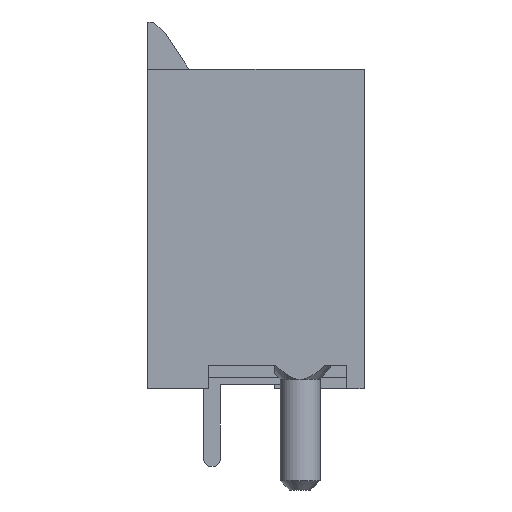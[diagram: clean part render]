
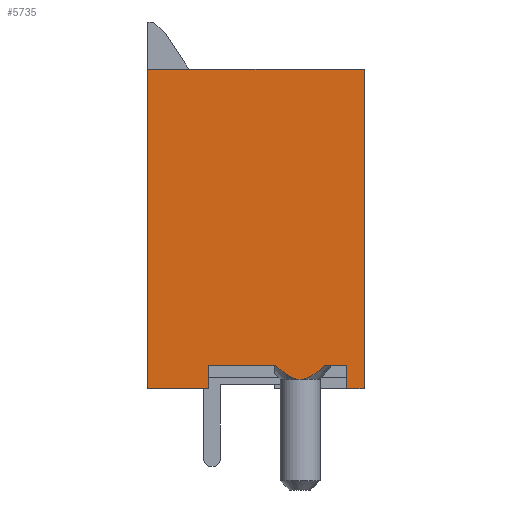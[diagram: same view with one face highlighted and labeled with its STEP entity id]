
A CAD part, left-side view. The second image highlights one B-rep face of the part: STEP entity #5735.
In plain terms, the highlighted planar face has unit normal (-1, 0, 0).
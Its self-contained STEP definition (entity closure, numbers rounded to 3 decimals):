
#25=B_SPLINE_CURVE_WITH_KNOTS('',3,(#7855,#7856,#7857,#7858,#7859,#7860,
#7861,#7862,#7863),.UNSPECIFIED.,.F.,.F.,(4,1,1,1,1,1,4),(0.,0.25,0.375,
0.5,0.625,0.75,1.),.UNSPECIFIED.);
#26=B_SPLINE_CURVE_WITH_KNOTS('',3,(#7864,#7865,#7866,#7867,#7868,#7869,
#7870,#7871,#7872),.UNSPECIFIED.,.F.,.F.,(4,1,1,1,1,1,4),(0.,0.25,0.375,
0.5,0.625,0.75,1.),.UNSPECIFIED.);
#452=ORIENTED_EDGE('',*,*,#1692,.T.);
#453=ORIENTED_EDGE('',*,*,#1693,.T.);
#454=ORIENTED_EDGE('',*,*,#1694,.T.);
#455=ORIENTED_EDGE('',*,*,#1695,.T.);
#456=ORIENTED_EDGE('',*,*,#1563,.T.);
#457=ORIENTED_EDGE('',*,*,#1696,.F.);
#458=ORIENTED_EDGE('',*,*,#1679,.T.);
#459=ORIENTED_EDGE('',*,*,#1697,.T.);
#460=ORIENTED_EDGE('',*,*,#1698,.F.);
#461=ORIENTED_EDGE('',*,*,#1699,.F.);
#462=ORIENTED_EDGE('',*,*,#1533,.T.);
#1533=EDGE_CURVE('',#2174,#2173,#2602,.T.);
#1563=EDGE_CURVE('',#2200,#2198,#2632,.T.);
#1679=EDGE_CURVE('',#2293,#2292,#2748,.T.);
#1692=EDGE_CURVE('',#2173,#2303,#2761,.T.);
#1693=EDGE_CURVE('',#2303,#2147,#25,.T.);
#1694=EDGE_CURVE('',#2147,#2304,#26,.T.);
#1695=EDGE_CURVE('',#2304,#2200,#2762,.T.);
#1696=EDGE_CURVE('',#2293,#2198,#2763,.T.);
#1697=EDGE_CURVE('',#2292,#2305,#2764,.T.);
#1698=EDGE_CURVE('',#2306,#2305,#2765,.T.);
#1699=EDGE_CURVE('',#2174,#2306,#2766,.T.);
#2147=VERTEX_POINT('',#7468);
#2173=VERTEX_POINT('',#7534);
#2174=VERTEX_POINT('',#7536);
#2198=VERTEX_POINT('',#7596);
#2200=VERTEX_POINT('',#7599);
#2292=VERTEX_POINT('',#7828);
#2293=VERTEX_POINT('',#7830);
#2303=VERTEX_POINT('',#7854);
#2304=VERTEX_POINT('',#7873);
#2305=VERTEX_POINT('',#7877);
#2306=VERTEX_POINT('',#7879);
#2602=LINE('',#7535,#3140);
#2632=LINE('',#7598,#3170);
#2748=LINE('',#7829,#3286);
#2761=LINE('',#7853,#3299);
#2762=LINE('',#7874,#3300);
#2763=LINE('',#7875,#3301);
#2764=LINE('',#7876,#3302);
#2765=LINE('',#7878,#3303);
#2766=LINE('',#7880,#3304);
#3140=VECTOR('',#6321,1000.);
#3170=VECTOR('',#6365,1000.);
#3286=VECTOR('',#6525,1000.);
#3299=VECTOR('',#6540,1000.);
#3300=VECTOR('',#6541,1000.);
#3301=VECTOR('',#6542,1000.);
#3302=VECTOR('',#6543,1000.);
#3303=VECTOR('',#6544,1000.);
#3304=VECTOR('',#6545,1000.);
#3668=EDGE_LOOP('',(#452,#453,#454,#455,#456,#457,#458,#459,#460,#461,#462));
#3885=FACE_BOUND('',#3668,.T.);
#4094=PLANE('',#5956);
#5735=ADVANCED_FACE('',(#3885),#4094,.F.);
#5956=AXIS2_PLACEMENT_3D('',#7852,#6538,#6539);
#6321=DIRECTION('',(0.,-1.,0.));
#6365=DIRECTION('',(0.,1.,0.));
#6525=DIRECTION('',(0.,-1.,0.));
#6538=DIRECTION('',(1.,0.,0.));
#6539=DIRECTION('',(0.,0.,-1.));
#6540=DIRECTION('',(0.,0.,-1.));
#6541=DIRECTION('',(0.,0.,-1.));
#6542=DIRECTION('',(0.,0.,1.));
#6543=DIRECTION('',(0.,0.,1.));
#6544=DIRECTION('',(0.,-1.,0.));
#6545=DIRECTION('',(0.,0.,1.));
#7468=CARTESIAN_POINT('',(-5.85,13.2,-1.875));
#7534=CARTESIAN_POINT('',(-5.85,12.6,2.));
#7535=CARTESIAN_POINT('',(-5.85,12.6,2.));
#7536=CARTESIAN_POINT('',(-5.85,13.6,2.));
#7596=CARTESIAN_POINT('',(-5.85,13.6,-3.85));
#7598=CARTESIAN_POINT('',(-5.85,12.6,-3.85));
#7599=CARTESIAN_POINT('',(-5.85,12.6,-3.85));
#7828=CARTESIAN_POINT('',(-5.85,0.,-4.6));
#7829=CARTESIAN_POINT('',(-5.85,13.6,-4.6));
#7830=CARTESIAN_POINT('',(-5.85,13.6,-4.6));
#7852=CARTESIAN_POINT('',(-5.85,13.6,-4.6));
#7853=CARTESIAN_POINT('',(-5.85,12.6,-0.8));
#7854=CARTESIAN_POINT('',(-5.85,12.6,-0.826));
#7855=CARTESIAN_POINT('',(-5.85,12.6,-0.826));
#7856=CARTESIAN_POINT('',(-5.85,12.684,-0.916));
#7857=CARTESIAN_POINT('',(-5.85,12.793,-1.04));
#7858=CARTESIAN_POINT('',(-5.85,12.916,-1.197));
#7859=CARTESIAN_POINT('',(-5.85,12.976,-1.277));
#7860=CARTESIAN_POINT('',(-5.85,13.087,-1.457));
#7861=CARTESIAN_POINT('',(-5.85,13.171,-1.648));
#7862=CARTESIAN_POINT('',(-5.85,13.2,-1.788));
#7863=CARTESIAN_POINT('',(-5.85,13.2,-1.875));
#7864=CARTESIAN_POINT('',(-5.85,13.2,-1.875));
#7865=CARTESIAN_POINT('',(-5.85,13.2,-1.96));
#7866=CARTESIAN_POINT('',(-5.85,13.172,-2.098));
#7867=CARTESIAN_POINT('',(-5.85,13.089,-2.288));
#7868=CARTESIAN_POINT('',(-5.85,12.982,-2.464));
#7869=CARTESIAN_POINT('',(-5.85,12.922,-2.546));
#7870=CARTESIAN_POINT('',(-5.85,12.798,-2.705));
#7871=CARTESIAN_POINT('',(-5.85,12.686,-2.831));
#7872=CARTESIAN_POINT('',(-5.85,12.6,-2.924));
#7873=CARTESIAN_POINT('',(-5.85,12.6,-2.924));
#7874=CARTESIAN_POINT('',(-5.85,12.6,-0.8));
#7875=CARTESIAN_POINT('',(-5.85,13.6,-4.6));
#7876=CARTESIAN_POINT('',(-5.85,0.,-4.6));
#7877=CARTESIAN_POINT('',(-5.85,0.,4.6));
#7878=CARTESIAN_POINT('',(-5.85,13.6,4.6));
#7879=CARTESIAN_POINT('',(-5.85,13.6,4.6));
#7880=CARTESIAN_POINT('',(-5.85,13.6,-4.6));
